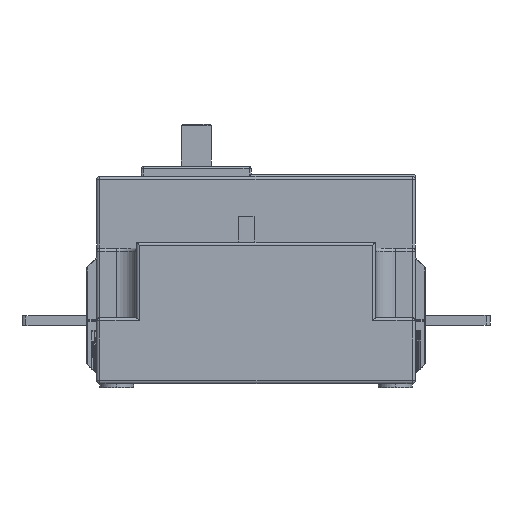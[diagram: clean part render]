
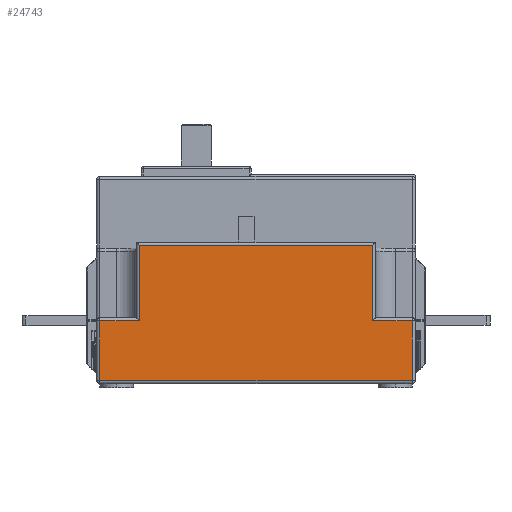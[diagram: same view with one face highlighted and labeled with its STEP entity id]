
A CAD part, left-side view. The second image highlights one B-rep face of the part: STEP entity #24743.
In plain terms, the highlighted planar face has unit normal (-1, 0, 0).
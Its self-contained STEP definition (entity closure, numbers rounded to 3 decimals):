
#9990=CARTESIAN_POINT('',(-145.,-88.5,-77.5));
#10009=DIRECTION('',(0.,1.,0.));
#10010=VECTOR('',#10009,20.);
#10011=CARTESIAN_POINT('',(-145.,-108.5,-77.5));
#10012=LINE('',#10011,#10010);
#10016=DIRECTION('',(0.,0.,1.));
#10017=VECTOR('',#10016,38.);
#10018=CARTESIAN_POINT('',(-145.,-88.5,-77.5));
#10019=LINE('',#10018,#10017);
#10042=DIRECTION('',(0.,0.,1.));
#10043=VECTOR('',#10042,30.1);
#10044=CARTESIAN_POINT('',(-145.,-108.5,-107.6));
#10045=LINE('',#10044,#10043);
#10608=DIRECTION('',(0.,-1.,0.));
#10609=VECTOR('',#10608,157.);
#10610=CARTESIAN_POINT('',(-145.,48.5,-107.6));
#10611=LINE('',#10610,#10609);
#10869=DIRECTION('',(0.,1.,0.));
#10870=VECTOR('',#10869,20.);
#10871=CARTESIAN_POINT('',(-145.,28.5,-77.5));
#10872=LINE('',#10871,#10870);
#10943=DIRECTION('',(0.,0.,-1.));
#10944=VECTOR('',#10943,30.1);
#10945=CARTESIAN_POINT('',(-145.,48.5,-77.5));
#10946=LINE('',#10945,#10944);
#10969=DIRECTION('',(0.,0.,-1.));
#10970=VECTOR('',#10969,38.);
#10971=CARTESIAN_POINT('',(-145.,28.5,-39.5));
#10972=LINE('',#10971,#10970);
#10976=DIRECTION('',(0.,1.,0.));
#10977=VECTOR('',#10976,117.);
#10978=CARTESIAN_POINT('',(-145.,-88.5,-39.5));
#10979=LINE('',#10978,#10977);
#18814=CARTESIAN_POINT('',(-145.,-108.5,-77.5));
#18815=VERTEX_POINT('',#18814);
#18816=VERTEX_POINT('',#9990);
#18817=CARTESIAN_POINT('',(-145.,-88.5,-39.5));
#18818=VERTEX_POINT('',#18817);
#18819=CARTESIAN_POINT('',(-145.,-108.5,-107.6));
#18820=VERTEX_POINT('',#18819);
#18821=CARTESIAN_POINT('',(-145.,48.5,-107.6));
#18822=VERTEX_POINT('',#18821);
#18823=CARTESIAN_POINT('',(-145.,48.5,-77.5));
#18824=VERTEX_POINT('',#18823);
#18825=CARTESIAN_POINT('',(-145.,28.5,-77.5));
#18826=VERTEX_POINT('',#18825);
#18827=CARTESIAN_POINT('',(-145.,28.5,-39.5));
#18828=VERTEX_POINT('',#18827);
#24722=CARTESIAN_POINT('',(-145.,-107.5,-70.85));
#24723=DIRECTION('',(-1.,0.,0.));
#24724=DIRECTION('',(0.,-1.,0.));
#24725=AXIS2_PLACEMENT_3D('',#24722,#24723,#24724);
#24726=PLANE('',#24725);
#24728=ORIENTED_EDGE('',*,*,#24727,.F.);
#24730=ORIENTED_EDGE('',*,*,#24729,.F.);
#24732=ORIENTED_EDGE('',*,*,#24731,.F.);
#24734=ORIENTED_EDGE('',*,*,#24733,.F.);
#24736=ORIENTED_EDGE('',*,*,#24735,.F.);
#24738=ORIENTED_EDGE('',*,*,#24737,.F.);
#24739=ORIENTED_EDGE('',*,*,#24706,.F.);
#24740=ORIENTED_EDGE('',*,*,#24689,.F.);
#24741=EDGE_LOOP('',(#24728,#24730,#24732,#24734,#24736,#24738,#24739,#24740));
#24742=FACE_OUTER_BOUND('',#24741,.F.);
#24689=EDGE_CURVE('',#18815,#18816,#10012,.T.);
#24706=EDGE_CURVE('',#18816,#18818,#10019,.T.);
#24727=EDGE_CURVE('',#18820,#18815,#10045,.T.);
#24729=EDGE_CURVE('',#18822,#18820,#10611,.T.);
#24731=EDGE_CURVE('',#18824,#18822,#10946,.T.);
#24733=EDGE_CURVE('',#18826,#18824,#10872,.T.);
#24735=EDGE_CURVE('',#18828,#18826,#10972,.T.);
#24737=EDGE_CURVE('',#18818,#18828,#10979,.T.);
#24743=ADVANCED_FACE('',(#24742),#24726,.T.);
